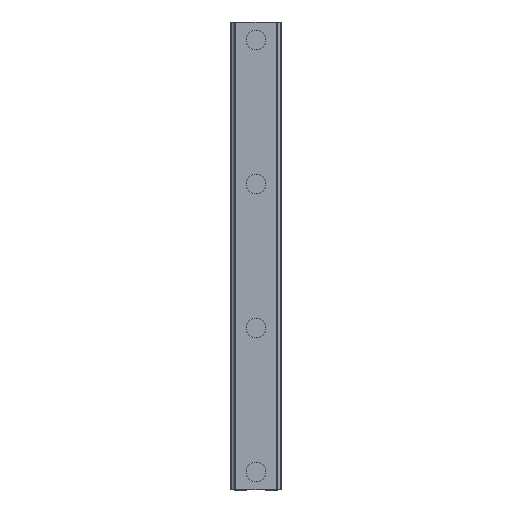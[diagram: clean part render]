
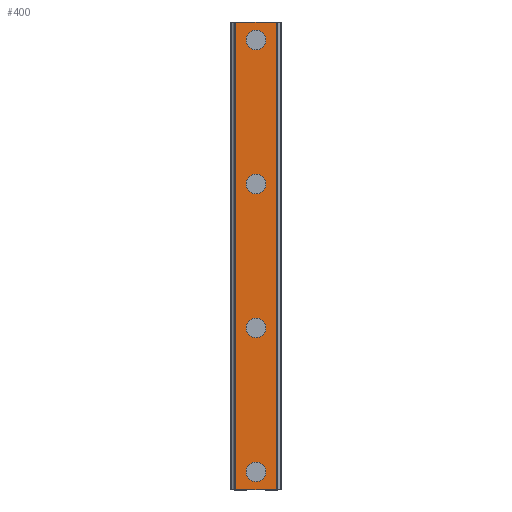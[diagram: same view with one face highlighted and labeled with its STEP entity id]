
A CAD part, top view. The second image highlights one B-rep face of the part: STEP entity #400.
In plain terms, the highlighted planar face has unit normal (0, 0, 1).
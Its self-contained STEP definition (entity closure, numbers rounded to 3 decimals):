
#400=ADVANCED_FACE('',(#822,#823,#824,#825,#826),#827,.T.);
#822=FACE_BOUND('',#1263,.T.);
#823=FACE_BOUND('',#1264,.T.);
#824=FACE_BOUND('',#1265,.T.);
#825=FACE_BOUND('',#1266,.T.);
#826=FACE_OUTER_BOUND('',#1267,.T.);
#827=PLANE('',#1268);
#1263=EDGE_LOOP('',(#2434,#2435));
#1264=EDGE_LOOP('',(#2436,#2437));
#1265=EDGE_LOOP('',(#2438,#2439));
#1266=EDGE_LOOP('',(#2440,#2441));
#1267=EDGE_LOOP('',(#2442,#2443,#2444,#2445));
#1268=AXIS2_PLACEMENT_3D('',#2446,#2447,#2448);
#2434=ORIENTED_EDGE('',*,*,#2655,.T.);
#2435=ORIENTED_EDGE('',*,*,#3021,.T.);
#2436=ORIENTED_EDGE('',*,*,#2645,.T.);
#2437=ORIENTED_EDGE('',*,*,#3027,.T.);
#2438=ORIENTED_EDGE('',*,*,#2635,.T.);
#2439=ORIENTED_EDGE('',*,*,#3033,.T.);
#2440=ORIENTED_EDGE('',*,*,#2625,.T.);
#2441=ORIENTED_EDGE('',*,*,#3039,.T.);
#2442=ORIENTED_EDGE('',*,*,#3003,.T.);
#2443=ORIENTED_EDGE('',*,*,#3080,.F.);
#2444=ORIENTED_EDGE('',*,*,#2875,.F.);
#2445=ORIENTED_EDGE('',*,*,#3078,.T.);
#2446=CARTESIAN_POINT('',(0.,260.0,23.));
#2447=DIRECTION('',(0.0,0.0,1.0));
#2448=DIRECTION('',(-1.0,0.0,-0.0));
#2625=EDGE_CURVE('',#3134,#3131,#3135,.T.);
#2635=EDGE_CURVE('',#3152,#3149,#3153,.T.);
#2645=EDGE_CURVE('',#3170,#3167,#3171,.T.);
#2655=EDGE_CURVE('',#3188,#3185,#3189,.T.);
#2875=EDGE_CURVE('',#3519,#3521,#3522,.T.);
#3003=EDGE_CURVE('',#3732,#3730,#3733,.T.);
#3021=EDGE_CURVE('',#3185,#3188,#3766,.T.);
#3027=EDGE_CURVE('',#3167,#3170,#3772,.T.);
#3033=EDGE_CURVE('',#3149,#3152,#3778,.T.);
#3039=EDGE_CURVE('',#3131,#3134,#3784,.T.);
#3078=EDGE_CURVE('',#3519,#3732,#3823,.T.);
#3080=EDGE_CURVE('',#3521,#3730,#3825,.T.);
#3131=VERTEX_POINT('',#3878);
#3134=VERTEX_POINT('',#3882);
#3135=CIRCLE('',#3883,5.5);
#3149=VERTEX_POINT('',#3900);
#3152=VERTEX_POINT('',#3904);
#3153=CIRCLE('',#3905,5.5);
#3167=VERTEX_POINT('',#3922);
#3170=VERTEX_POINT('',#3926);
#3171=CIRCLE('',#3927,5.5);
#3185=VERTEX_POINT('',#3944);
#3188=VERTEX_POINT('',#3948);
#3189=CIRCLE('',#3949,5.5);
#3519=VERTEX_POINT('',#4410);
#3521=VERTEX_POINT('',#4413);
#3522=LINE('',#4414,#4415);
#3730=VERTEX_POINT('',#4707);
#3732=VERTEX_POINT('',#4710);
#3733=LINE('',#4711,#4712);
#3766=CIRCLE('',#4752,5.5);
#3772=CIRCLE('',#4758,5.5);
#3778=CIRCLE('',#4764,5.5);
#3784=CIRCLE('',#4770,5.5);
#3823=LINE('',#4826,#4827);
#3825=LINE('',#4829,#4830);
#3878=CARTESIAN_POINT('',(5.5,10.0,23.));
#3882=CARTESIAN_POINT('',(-5.5,10.0,23.));
#3883=AXIS2_PLACEMENT_3D('',#4899,#4900,#4901);
#3900=CARTESIAN_POINT('',(5.5,90.0,23.));
#3904=CARTESIAN_POINT('',(-5.5,90.0,23.));
#3905=AXIS2_PLACEMENT_3D('',#4915,#4916,#4917);
#3922=CARTESIAN_POINT('',(5.5,170.0,23.));
#3926=CARTESIAN_POINT('',(-5.5,170.0,23.));
#3927=AXIS2_PLACEMENT_3D('',#4931,#4932,#4933);
#3944=CARTESIAN_POINT('',(5.5,250.0,23.));
#3948=CARTESIAN_POINT('',(-5.5,250.0,23.));
#3949=AXIS2_PLACEMENT_3D('',#4947,#4948,#4949);
#4410=CARTESIAN_POINT('',(-11.386,260.0,23.));
#4413=CARTESIAN_POINT('',(11.386,260.0,23.));
#4414=CARTESIAN_POINT('',(-11.386,260.0,23.));
#4415=VECTOR('',#5172,1.0);
#4707=CARTESIAN_POINT('',(11.386,0.0,23.));
#4710=CARTESIAN_POINT('',(-11.386,0.0,23.));
#4711=CARTESIAN_POINT('',(-11.386,0.0,23.));
#4712=VECTOR('',#5312,1.0);
#4752=AXIS2_PLACEMENT_3D('',#5347,#5348,#5349);
#4758=AXIS2_PLACEMENT_3D('',#5356,#5357,#5358);
#4764=AXIS2_PLACEMENT_3D('',#5365,#5366,#5367);
#4770=AXIS2_PLACEMENT_3D('',#5374,#5375,#5376);
#4826=CARTESIAN_POINT('',(-11.386,260.0,23.));
#4827=VECTOR('',#5400,1.0);
#4829=CARTESIAN_POINT('',(11.386,260.0,23.));
#4830=VECTOR('',#5401,1.0);
#4899=CARTESIAN_POINT('',(0.0,10.0,23.));
#4900=DIRECTION('',(0.0,0.0,-1.0));
#4901=DIRECTION('',(1.0,0.0,0.0));
#4915=CARTESIAN_POINT('',(0.0,90.0,23.));
#4916=DIRECTION('',(0.0,0.0,-1.0));
#4917=DIRECTION('',(1.0,0.0,0.0));
#4931=CARTESIAN_POINT('',(0.0,170.0,23.));
#4932=DIRECTION('',(0.0,0.0,-1.0));
#4933=DIRECTION('',(1.0,0.0,0.0));
#4947=CARTESIAN_POINT('',(0.0,250.0,23.));
#4948=DIRECTION('',(0.0,0.0,-1.0));
#4949=DIRECTION('',(1.0,0.0,0.0));
#5172=DIRECTION('',(1.0,0.0,0.0));
#5312=DIRECTION('',(1.0,0.0,0.0));
#5347=CARTESIAN_POINT('',(0.0,250.0,23.));
#5348=DIRECTION('',(0.0,0.0,-1.0));
#5349=DIRECTION('',(1.0,0.0,0.0));
#5356=CARTESIAN_POINT('',(0.0,170.0,23.));
#5357=DIRECTION('',(0.0,0.0,-1.0));
#5358=DIRECTION('',(1.0,0.0,0.0));
#5365=CARTESIAN_POINT('',(0.0,90.0,23.));
#5366=DIRECTION('',(0.0,0.0,-1.0));
#5367=DIRECTION('',(1.0,0.0,0.0));
#5374=CARTESIAN_POINT('',(0.0,10.0,23.));
#5375=DIRECTION('',(0.0,0.0,-1.0));
#5376=DIRECTION('',(1.0,0.0,0.0));
#5400=DIRECTION('',(0.0,-1.0,0.0));
#5401=DIRECTION('',(0.0,-1.0,0.0));
